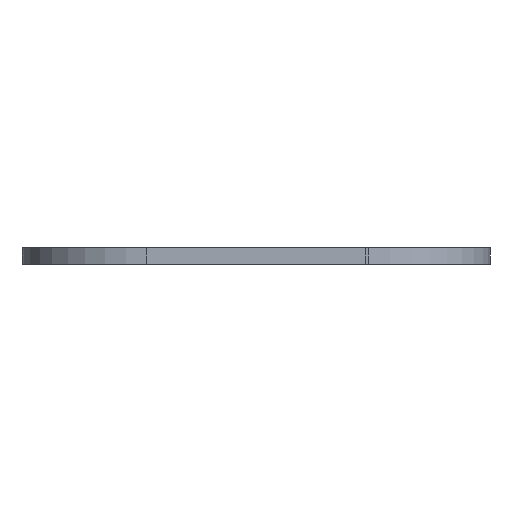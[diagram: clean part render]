
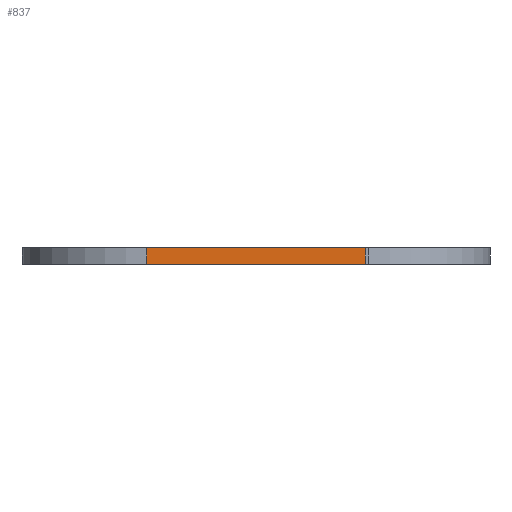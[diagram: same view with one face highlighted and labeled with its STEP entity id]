
A CAD part, left-side view. The second image highlights one B-rep face of the part: STEP entity #837.
In plain terms, the highlighted planar face has unit normal (-1, 0, 0).
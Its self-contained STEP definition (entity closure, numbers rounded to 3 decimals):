
#812 = VERTEX_POINT('',#813);
#813 = CARTESIAN_POINT('',(-57.25,-10.5,1.6));
#819 = EDGE_CURVE('',#820,#812,#822,.T.);
#820 = VERTEX_POINT('',#821);
#821 = CARTESIAN_POINT('',(-57.25,-10.5,0.));
#822 = LINE('',#823,#824);
#823 = CARTESIAN_POINT('',(-57.25,-10.5,0.));
#824 = VECTOR('',#825,1.);
#825 = DIRECTION('',(0.,0.,1.));
#837 = ADVANCED_FACE('',(#838),#863,.T.);
#838 = FACE_BOUND('',#839,.T.);
#839 = EDGE_LOOP('',(#840,#841,#849,#857));
#840 = ORIENTED_EDGE('',*,*,#819,.T.);
#841 = ORIENTED_EDGE('',*,*,#842,.T.);
#842 = EDGE_CURVE('',#812,#843,#845,.T.);
#843 = VERTEX_POINT('',#844);
#844 = CARTESIAN_POINT('',(-57.25,10.5,1.6));
#845 = LINE('',#846,#847);
#846 = CARTESIAN_POINT('',(-57.25,-10.5,1.6));
#847 = VECTOR('',#848,1.);
#848 = DIRECTION('',(0.,1.,0.));
#849 = ORIENTED_EDGE('',*,*,#850,.F.);
#850 = EDGE_CURVE('',#851,#843,#853,.T.);
#851 = VERTEX_POINT('',#852);
#852 = CARTESIAN_POINT('',(-57.25,10.5,0.));
#853 = LINE('',#854,#855);
#854 = CARTESIAN_POINT('',(-57.25,10.5,0.));
#855 = VECTOR('',#856,1.);
#856 = DIRECTION('',(0.,0.,1.));
#857 = ORIENTED_EDGE('',*,*,#858,.F.);
#858 = EDGE_CURVE('',#820,#851,#859,.T.);
#859 = LINE('',#860,#861);
#860 = CARTESIAN_POINT('',(-57.25,-10.5,0.));
#861 = VECTOR('',#862,1.);
#862 = DIRECTION('',(0.,1.,0.));
#863 = PLANE('',#864);
#864 = AXIS2_PLACEMENT_3D('',#865,#866,#867);
#865 = CARTESIAN_POINT('',(-57.25,-10.5,0.));
#866 = DIRECTION('',(-1.,0.,0.));
#867 = DIRECTION('',(0.,1.,0.));
